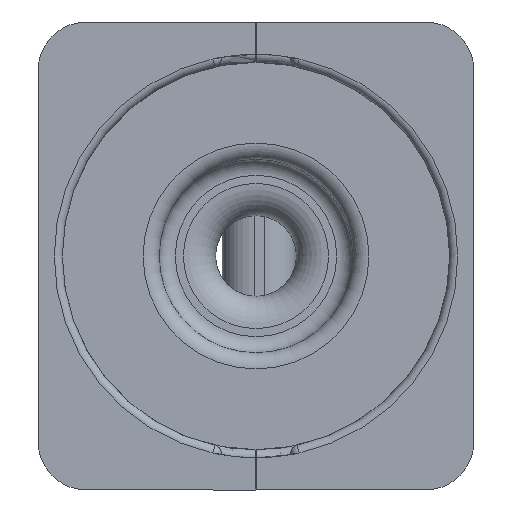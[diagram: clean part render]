
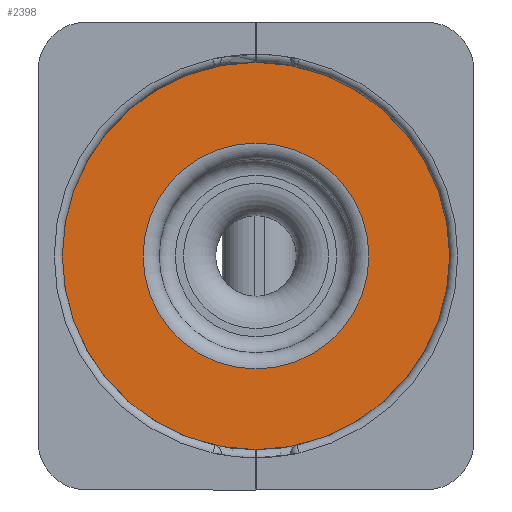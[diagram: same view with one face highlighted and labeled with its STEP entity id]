
A CAD part, front view. The second image highlights one B-rep face of the part: STEP entity #2398.
In plain terms, the highlighted planar face has unit normal (0, -1, 0).
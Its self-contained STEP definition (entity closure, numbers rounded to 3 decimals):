
#78=PLANE('',#2577);
#684=ORIENTED_EDGE('',*,*,#1091,.T.);
#685=ORIENTED_EDGE('',*,*,#1084,.T.);
#1084=EDGE_CURVE('',#1307,#1307,#1435,.T.);
#1091=EDGE_CURVE('',#1310,#1310,#1442,.F.);
#1307=VERTEX_POINT('',#3641);
#1310=VERTEX_POINT('',#3656);
#1435=CIRCLE('',#2566,12.);
#1442=CIRCLE('',#2578,7.);
#1554=EDGE_LOOP('',(#684));
#1555=EDGE_LOOP('',(#685));
#1693=FACE_BOUND('',#1554,.T.);
#1694=FACE_BOUND('',#1555,.T.);
#2398=ADVANCED_FACE('',(#1693,#1694),#78,.T.);
#2566=AXIS2_PLACEMENT_3D('',#3640,#2966,#2967);
#2577=AXIS2_PLACEMENT_3D('',#3654,#2988,#2989);
#2578=AXIS2_PLACEMENT_3D('',#3655,#2990,#2991);
#2966=DIRECTION('',(0.,-1.,0.));
#2967=DIRECTION('',(0.,0.,-1.));
#2988=DIRECTION('',(0.,-1.,0.));
#2989=DIRECTION('',(0.,0.,-1.));
#2990=DIRECTION('',(0.,-1.,0.));
#2991=DIRECTION('',(0.,0.,-1.));
#3640=CARTESIAN_POINT('',(0.,0.,0.));
#3641=CARTESIAN_POINT('',(0.,0.,-12.));
#3654=CARTESIAN_POINT('',(0.,0.,0.));
#3655=CARTESIAN_POINT('',(0.,0.,0.));
#3656=CARTESIAN_POINT('',(0.,0.,-7.));
